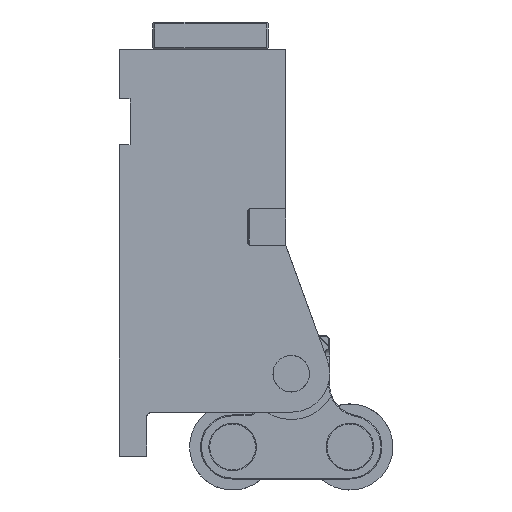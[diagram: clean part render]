
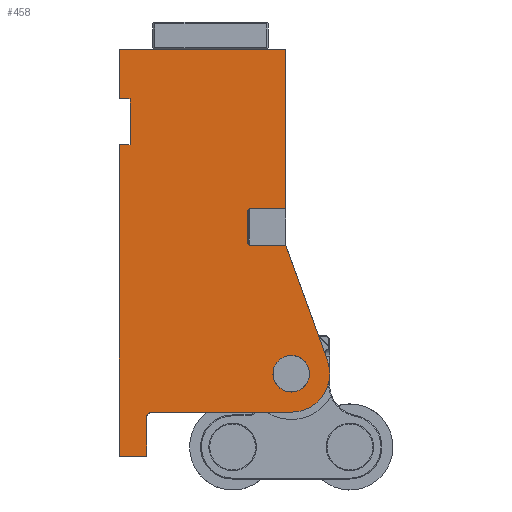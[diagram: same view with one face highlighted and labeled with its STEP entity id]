
A CAD part, left-side view. The second image highlights one B-rep face of the part: STEP entity #458.
In plain terms, the highlighted planar face has unit normal (-1, 0, 0).
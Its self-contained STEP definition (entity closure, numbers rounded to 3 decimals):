
#143=CARTESIAN_POINT('Line Origine',(-20.5,-24.887,-137.)) ;
#147=CARTESIAN_POINT('Vertex',(-20.5,-24.887,-222.)) ;
#149=CARTESIAN_POINT('Vertex',(-20.5,-24.887,-52.)) ;
#298=CARTESIAN_POINT('Axis2P3D Location',(-20.5,-24.887,-222.)) ;
#303=CARTESIAN_POINT('Line Origine',(-20.5,-80.887,-198.)) ;
#307=CARTESIAN_POINT('Vertex',(-20.5,-118.887,-198.)) ;
#309=CARTESIAN_POINT('Vertex',(-20.5,-42.887,-198.)) ;
#312=CARTESIAN_POINT('Axis2P3D Location',(-20.5,-118.887,-177.)) ;
#316=CARTESIAN_POINT('Vertex',(-20.5,-138.704,-170.049)) ;
#319=CARTESIAN_POINT('Line Origine',(-20.5,-127.295,-138.525)) ;
#323=CARTESIAN_POINT('Vertex',(-20.5,-115.887,-107.)) ;
#326=CARTESIAN_POINT('Line Origine',(-20.5,-106.237,-107.)) ;
#330=CARTESIAN_POINT('Vertex',(-20.5,-96.587,-107.)) ;
#333=CARTESIAN_POINT('Axis2P3D Location',(-20.5,-96.587,-105.5)) ;
#337=CARTESIAN_POINT('Vertex',(-20.5,-95.087,-105.5)) ;
#340=CARTESIAN_POINT('Line Origine',(-20.5,-95.087,-97.)) ;
#344=CARTESIAN_POINT('Vertex',(-20.5,-95.087,-88.5)) ;
#347=CARTESIAN_POINT('Axis2P3D Location',(-20.5,-96.587,-88.5)) ;
#351=CARTESIAN_POINT('Vertex',(-20.5,-96.587,-87.)) ;
#354=CARTESIAN_POINT('Line Origine',(-20.5,-106.237,-87.)) ;
#358=CARTESIAN_POINT('Vertex',(-20.5,-115.887,-87.)) ;
#361=CARTESIAN_POINT('Line Origine',(-20.5,-115.887,-43.5)) ;
#365=CARTESIAN_POINT('Vertex',(-20.5,-115.887,0.)) ;
#368=CARTESIAN_POINT('Line Origine',(-20.5,-70.387,0.)) ;
#372=CARTESIAN_POINT('Vertex',(-20.5,-24.887,0.)) ;
#375=CARTESIAN_POINT('Line Origine',(-20.5,-24.887,-13.5)) ;
#379=CARTESIAN_POINT('Vertex',(-20.5,-24.887,-27.)) ;
#382=CARTESIAN_POINT('Line Origine',(-20.5,-27.887,-27.)) ;
#386=CARTESIAN_POINT('Vertex',(-20.5,-30.887,-27.)) ;
#389=CARTESIAN_POINT('Line Origine',(-20.5,-30.887,-39.5)) ;
#393=CARTESIAN_POINT('Vertex',(-20.5,-30.887,-52.)) ;
#396=CARTESIAN_POINT('Line Origine',(-20.5,-27.887,-52.)) ;
#401=CARTESIAN_POINT('Line Origine',(-20.5,-32.387,-222.)) ;
#405=CARTESIAN_POINT('Vertex',(-20.5,-39.887,-222.)) ;
#408=CARTESIAN_POINT('Line Origine',(-20.5,-39.887,-211.5)) ;
#412=CARTESIAN_POINT('Vertex',(-20.5,-39.887,-201.)) ;
#415=CARTESIAN_POINT('Axis2P3D Location',(-20.5,-42.887,-201.)) ;
#440=CARTESIAN_POINT('Axis2P3D Location',(-20.5,-118.887,-177.)) ;
#444=CARTESIAN_POINT('Vertex',(-20.5,-123.682,-168.224)) ;
#446=CARTESIAN_POINT('Vertex',(-20.5,-114.093,-185.776)) ;
#449=CARTESIAN_POINT('Axis2P3D Location',(-20.5,-118.887,-177.)) ;
#144=DIRECTION('Vector Direction',(0.,0.,1.)) ;
#299=DIRECTION('Axis2P3D Direction',(1.,0.,0.)) ;
#300=DIRECTION('Axis2P3D XDirection',(0.,0.,1.)) ;
#304=DIRECTION('Vector Direction',(0.,-1.,0.)) ;
#313=DIRECTION('Axis2P3D Direction',(1.,0.,0.)) ;
#320=DIRECTION('Vector Direction',(0.,-0.34,-0.94)) ;
#327=DIRECTION('Vector Direction',(0.,-1.,0.)) ;
#334=DIRECTION('Axis2P3D Direction',(1.,0.,0.)) ;
#341=DIRECTION('Vector Direction',(0.,0.,-1.)) ;
#348=DIRECTION('Axis2P3D Direction',(1.,0.,0.)) ;
#355=DIRECTION('Vector Direction',(0.,1.,0.)) ;
#362=DIRECTION('Vector Direction',(0.,0.,-1.)) ;
#369=DIRECTION('Vector Direction',(0.,-1.,0.)) ;
#376=DIRECTION('Vector Direction',(0.,0.,1.)) ;
#383=DIRECTION('Vector Direction',(0.,-1.,0.)) ;
#390=DIRECTION('Vector Direction',(0.,0.,1.)) ;
#397=DIRECTION('Vector Direction',(0.,-1.,0.)) ;
#402=DIRECTION('Vector Direction',(0.,-1.,0.)) ;
#409=DIRECTION('Vector Direction',(0.,0.,1.)) ;
#416=DIRECTION('Axis2P3D Direction',(1.,0.,0.)) ;
#441=DIRECTION('Axis2P3D Direction',(1.,0.,0.)) ;
#450=DIRECTION('Axis2P3D Direction',(1.,0.,0.)) ;
#301=AXIS2_PLACEMENT_3D('Plane Axis2P3D',#298,#299,#300) ;
#314=AXIS2_PLACEMENT_3D('Circle Axis2P3D',#312,#313,$) ;
#335=AXIS2_PLACEMENT_3D('Circle Axis2P3D',#333,#334,$) ;
#349=AXIS2_PLACEMENT_3D('Circle Axis2P3D',#347,#348,$) ;
#417=AXIS2_PLACEMENT_3D('Circle Axis2P3D',#415,#416,$) ;
#442=AXIS2_PLACEMENT_3D('Circle Axis2P3D',#440,#441,$) ;
#451=AXIS2_PLACEMENT_3D('Circle Axis2P3D',#449,#450,$) ;
#421=ORIENTED_EDGE('',*,*,#311,.F.) ;
#422=ORIENTED_EDGE('',*,*,#318,.F.) ;
#423=ORIENTED_EDGE('',*,*,#325,.F.) ;
#424=ORIENTED_EDGE('',*,*,#332,.F.) ;
#425=ORIENTED_EDGE('',*,*,#339,.F.) ;
#426=ORIENTED_EDGE('',*,*,#346,.F.) ;
#427=ORIENTED_EDGE('',*,*,#353,.F.) ;
#428=ORIENTED_EDGE('',*,*,#360,.F.) ;
#429=ORIENTED_EDGE('',*,*,#367,.F.) ;
#430=ORIENTED_EDGE('',*,*,#374,.F.) ;
#431=ORIENTED_EDGE('',*,*,#381,.F.) ;
#432=ORIENTED_EDGE('',*,*,#388,.F.) ;
#433=ORIENTED_EDGE('',*,*,#395,.F.) ;
#434=ORIENTED_EDGE('',*,*,#400,.F.) ;
#435=ORIENTED_EDGE('',*,*,#151,.F.) ;
#436=ORIENTED_EDGE('',*,*,#407,.F.) ;
#437=ORIENTED_EDGE('',*,*,#414,.F.) ;
#438=ORIENTED_EDGE('',*,*,#419,.F.) ;
#455=ORIENTED_EDGE('',*,*,#448,.T.) ;
#456=ORIENTED_EDGE('',*,*,#453,.T.) ;
#457=FACE_BOUND('',#454,.T.) ;
#145=VECTOR('Line Direction',#144,1.) ;
#305=VECTOR('Line Direction',#304,1.) ;
#321=VECTOR('Line Direction',#320,1.) ;
#328=VECTOR('Line Direction',#327,1.) ;
#342=VECTOR('Line Direction',#341,1.) ;
#356=VECTOR('Line Direction',#355,1.) ;
#363=VECTOR('Line Direction',#362,1.) ;
#370=VECTOR('Line Direction',#369,1.) ;
#377=VECTOR('Line Direction',#376,1.) ;
#384=VECTOR('Line Direction',#383,1.) ;
#391=VECTOR('Line Direction',#390,1.) ;
#398=VECTOR('Line Direction',#397,1.) ;
#403=VECTOR('Line Direction',#402,1.) ;
#410=VECTOR('Line Direction',#409,1.) ;
#458=ADVANCED_FACE('CU_P-32-50_0.1\\PartBody',(#439,#457),#302,.F.) ;
#315=CIRCLE('generated circle',#314,21.) ;
#336=CIRCLE('generated circle',#335,1.5) ;
#350=CIRCLE('generated circle',#349,1.5) ;
#418=CIRCLE('generated circle',#417,3.) ;
#443=CIRCLE('generated circle',#442,10.) ;
#452=CIRCLE('generated circle',#451,10.) ;
#151=EDGE_CURVE('',#148,#150,#146,.T.) ;
#311=EDGE_CURVE('',#308,#310,#306,.F.) ;
#318=EDGE_CURVE('',#317,#308,#315,.T.) ;
#325=EDGE_CURVE('',#324,#317,#322,.T.) ;
#332=EDGE_CURVE('',#331,#324,#329,.T.) ;
#339=EDGE_CURVE('',#338,#331,#336,.F.) ;
#346=EDGE_CURVE('',#345,#338,#343,.T.) ;
#353=EDGE_CURVE('',#352,#345,#350,.F.) ;
#360=EDGE_CURVE('',#359,#352,#357,.T.) ;
#367=EDGE_CURVE('',#366,#359,#364,.T.) ;
#374=EDGE_CURVE('',#373,#366,#371,.T.) ;
#381=EDGE_CURVE('',#380,#373,#378,.T.) ;
#388=EDGE_CURVE('',#387,#380,#385,.F.) ;
#395=EDGE_CURVE('',#394,#387,#392,.T.) ;
#400=EDGE_CURVE('',#150,#394,#399,.T.) ;
#407=EDGE_CURVE('',#406,#148,#404,.F.) ;
#414=EDGE_CURVE('',#413,#406,#411,.F.) ;
#419=EDGE_CURVE('',#310,#413,#418,.F.) ;
#448=EDGE_CURVE('',#445,#447,#443,.T.) ;
#453=EDGE_CURVE('',#447,#445,#452,.T.) ;
#420=EDGE_LOOP('',(#421,#422,#423,#424,#425,#426,#427,#428,#429,#430,#431,#432,#433,#434,#435,#436,#437,#438)) ;
#454=EDGE_LOOP('',(#455,#456)) ;
#439=FACE_OUTER_BOUND('',#420,.T.) ;
#146=LINE('Line',#143,#145) ;
#306=LINE('Line',#303,#305) ;
#322=LINE('Line',#319,#321) ;
#329=LINE('Line',#326,#328) ;
#343=LINE('Line',#340,#342) ;
#357=LINE('Line',#354,#356) ;
#364=LINE('Line',#361,#363) ;
#371=LINE('Line',#368,#370) ;
#378=LINE('Line',#375,#377) ;
#385=LINE('Line',#382,#384) ;
#392=LINE('Line',#389,#391) ;
#399=LINE('Line',#396,#398) ;
#404=LINE('Line',#401,#403) ;
#411=LINE('Line',#408,#410) ;
#302=PLANE('Plane',#301) ;
#148=VERTEX_POINT('',#147) ;
#150=VERTEX_POINT('',#149) ;
#308=VERTEX_POINT('',#307) ;
#310=VERTEX_POINT('',#309) ;
#317=VERTEX_POINT('',#316) ;
#324=VERTEX_POINT('',#323) ;
#331=VERTEX_POINT('',#330) ;
#338=VERTEX_POINT('',#337) ;
#345=VERTEX_POINT('',#344) ;
#352=VERTEX_POINT('',#351) ;
#359=VERTEX_POINT('',#358) ;
#366=VERTEX_POINT('',#365) ;
#373=VERTEX_POINT('',#372) ;
#380=VERTEX_POINT('',#379) ;
#387=VERTEX_POINT('',#386) ;
#394=VERTEX_POINT('',#393) ;
#406=VERTEX_POINT('',#405) ;
#413=VERTEX_POINT('',#412) ;
#445=VERTEX_POINT('',#444) ;
#447=VERTEX_POINT('',#446) ;
